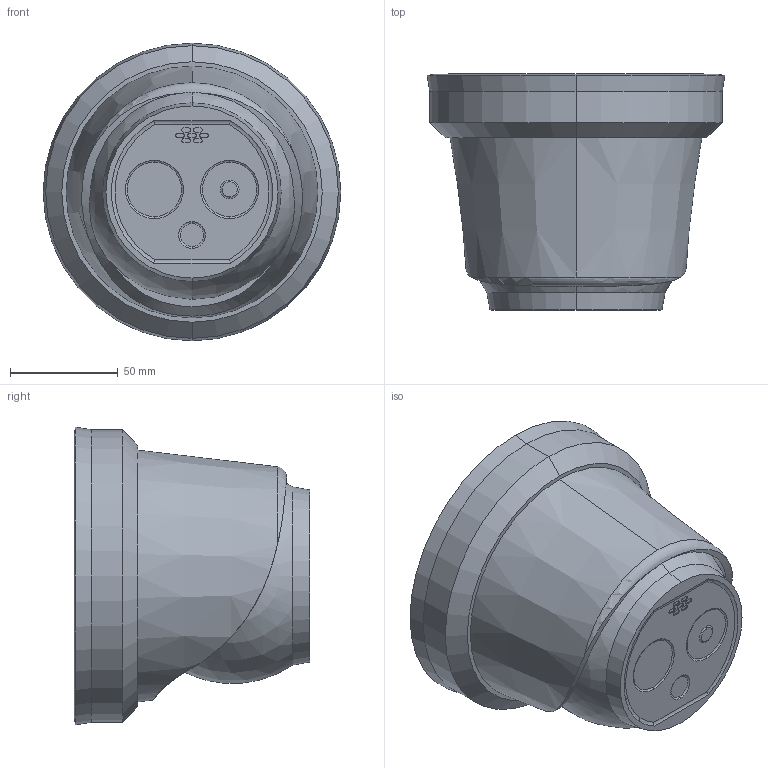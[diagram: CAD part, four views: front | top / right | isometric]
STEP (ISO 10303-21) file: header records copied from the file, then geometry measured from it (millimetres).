
FILE_DESCRIPTION (( 'STEP AP214' ), '1' );
FILE_NAME ('Thermographic Network Turret Camera DS-2TD1217-2-QA.STEP', '2022-12-27T22:38:29', ( '' ), ( '' ), 'SwSTEP 2.0', 'SolidWorks 2019', '' );
FILE_SCHEMA (( 'AUTOMOTIVE_DESIGN' ));
Length unit declared in the file: millimetre
Products named in the file (3): Termal camera; Camera Base; Thermographic Network Turret Camera DS-2TD1217-2-QA
Assembly tree (2 placements, depth 2):
  Thermographic Network Turret Camera DS-2TD1217-2-QA
    Camera Base
    Termal camera
Bounding box: 138.3 x 109.61 x 138.3 mm (x, y, z)
Volume: 643601.3 mm3; surface area: 121645.7 mm2
Topology: 2 solids, 2 shells, 85 faces, 199 edges, 128 vertices
Faces by surface type: plane 31, cylinder 20, cone 18, torus 11, sphere 4, bspline 1
Entity records: 3399 total; most frequent: CARTESIAN_POINT 776, DIRECTION 445, ORIENTED_EDGE 376, EDGE_CURVE 188, AXIS2_PLACEMENT_3D 182, VERTEX_POINT 121, EDGE_LOOP 99, CIRCLE 93
